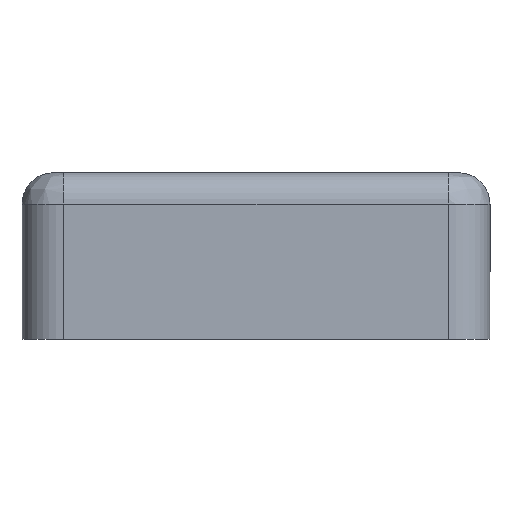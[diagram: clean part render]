
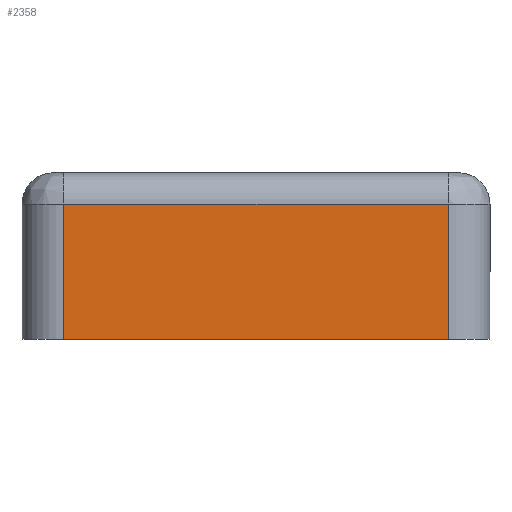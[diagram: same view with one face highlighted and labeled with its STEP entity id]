
A CAD part, left-side view. The second image highlights one B-rep face of the part: STEP entity #2358.
In plain terms, the highlighted planar face has unit normal (-1, 0, 0).
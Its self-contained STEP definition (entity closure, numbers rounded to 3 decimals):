
#129 = DIRECTION ( 'NONE',  ( 0., 0., -1. ) ) ;
#190 = VERTEX_POINT ( 'NONE', #6367 ) ;
#756 = VERTEX_POINT ( 'NONE', #2568 ) ;
#1698 = DIRECTION ( 'NONE',  ( 1., 0., 0. ) ) ;
#1836 = LINE ( 'NONE', #4117, #4097 ) ;
#2146 = EDGE_LOOP ( 'NONE', ( #4079, #4077, #3140, #2766 ) ) ;
#2253 = VECTOR ( 'NONE', #9527, 1000. ) ;
#2269 = EDGE_CURVE ( 'NONE', #756, #2791, #1836, .T. ) ;
#2358 = ADVANCED_FACE ( 'NONE', ( #7262 ), #7570, .F. ) ;
#2506 = LINE ( 'NONE', #3646, #2253 ) ;
#2568 = CARTESIAN_POINT ( 'NONE',  ( -45., -18.5, 0. ) ) ;
#2697 = EDGE_CURVE ( 'NONE', #2791, #190, #2506, .T. ) ;
#2766 = ORIENTED_EDGE ( 'NONE', *, *, #6426, .F. ) ;
#2791 = VERTEX_POINT ( 'NONE', #8159 ) ;
#3140 = ORIENTED_EDGE ( 'NONE', *, *, #2269, .F. ) ;
#3619 = LINE ( 'NONE', #10010, #7837 ) ;
#3646 = CARTESIAN_POINT ( 'NONE',  ( -45., 18.5, 16. ) ) ;
#4077 = ORIENTED_EDGE ( 'NONE', *, *, #2697, .F. ) ;
#4079 = ORIENTED_EDGE ( 'NONE', *, *, #4577, .F. ) ;
#4097 = VECTOR ( 'NONE', #9152, 1000. ) ;
#4117 = CARTESIAN_POINT ( 'NONE',  ( -45., 22.5, 0. ) ) ;
#4410 = CARTESIAN_POINT ( 'NONE',  ( -45., -18.5, 16. ) ) ;
#4577 = EDGE_CURVE ( 'NONE', #190, #6344, #3619, .T. ) ;
#4893 = DIRECTION ( 'NONE',  ( 0., -1., 0. ) ) ;
#5859 = LINE ( 'NONE', #4410, #10063 ) ;
#6344 = VERTEX_POINT ( 'NONE', #9295 ) ;
#6367 = CARTESIAN_POINT ( 'NONE',  ( -45., 18.5, 13. ) ) ;
#6426 = EDGE_CURVE ( 'NONE', #6344, #756, #5859, .T. ) ;
#6761 = CARTESIAN_POINT ( 'NONE',  ( -45., 22.5, 16. ) ) ;
#7262 = FACE_OUTER_BOUND ( 'NONE', #2146, .T. ) ;
#7570 = PLANE ( 'NONE',  #7930 ) ;
#7602 = DIRECTION ( 'NONE',  ( 0., 0., -1. ) ) ;
#7837 = VECTOR ( 'NONE', #4893, 1000. ) ;
#7930 = AXIS2_PLACEMENT_3D ( 'NONE', #6761, #1698, #7602 ) ;
#8159 = CARTESIAN_POINT ( 'NONE',  ( -45., 18.5, 0. ) ) ;
#9152 = DIRECTION ( 'NONE',  ( 0., 1., 0. ) ) ;
#9295 = CARTESIAN_POINT ( 'NONE',  ( -45., -18.5, 13. ) ) ;
#9527 = DIRECTION ( 'NONE',  ( 0., 0., 1. ) ) ;
#10010 = CARTESIAN_POINT ( 'NONE',  ( -45., -22.5, 13. ) ) ;
#10063 = VECTOR ( 'NONE', #129, 1000. ) ;
